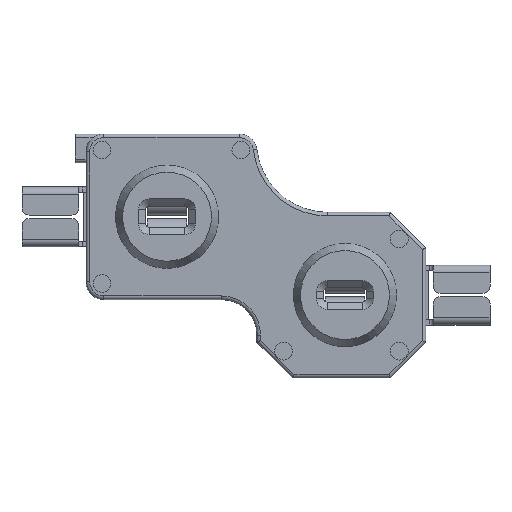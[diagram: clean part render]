
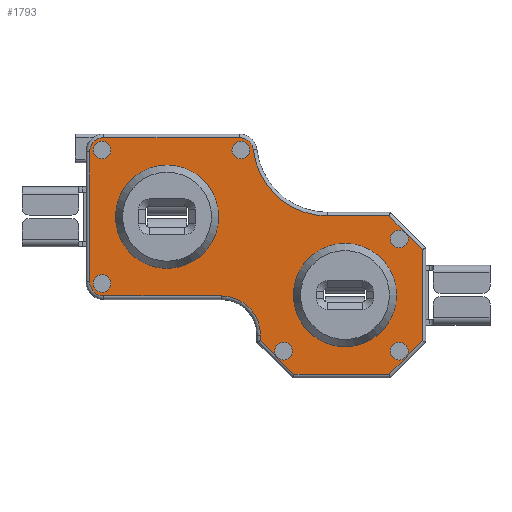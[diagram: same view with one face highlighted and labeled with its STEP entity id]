
A CAD part, top view. The second image highlights one B-rep face of the part: STEP entity #1793.
In plain terms, the highlighted planar face has unit normal (0, 0, 1).
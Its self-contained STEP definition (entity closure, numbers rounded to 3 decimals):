
#680 = VERTEX_POINT('',#681);
#681 = CARTESIAN_POINT('',(2.175,1.284,1.75));
#688 = EDGE_CURVE('',#689,#680,#691,.T.);
#689 = VERTEX_POINT('',#690);
#690 = CARTESIAN_POINT('',(2.175,-1.284,1.75));
#691 = LINE('',#692,#693);
#692 = CARTESIAN_POINT('',(2.175,-1.325,1.75));
#693 = VECTOR('',#694,1.);
#694 = DIRECTION('',(0.,1.,0.));
#1774 = EDGE_CURVE('',#1775,#689,#1777,.T.);
#1775 = VERTEX_POINT('',#1776);
#1776 = CARTESIAN_POINT('',(1.234,-2.225,1.75));
#1777 = LINE('',#1778,#1779);
#1778 = CARTESIAN_POINT('',(1.204,-2.254,1.75));
#1779 = VECTOR('',#1780,1.);
#1780 = DIRECTION('',(0.707,0.707,0.));
#1793 = ADVANCED_FACE('',(#1794,#1905,#1916,#1927,#1938,#1949,#1960,
    #1971,#1982),#1993,.T.);
#1794 = FACE_BOUND('',#1795,.T.);
#1795 = EDGE_LOOP('',(#1796,#1797,#1805,#1813,#1822,#1831,#1839,#1848,
    #1856,#1865,#1873,#1882,#1890,#1898,#1904));
#1796 = ORIENTED_EDGE('',*,*,#688,.T.);
#1797 = ORIENTED_EDGE('',*,*,#1798,.T.);
#1798 = EDGE_CURVE('',#680,#1799,#1801,.T.);
#1799 = VERTEX_POINT('',#1800);
#1800 = CARTESIAN_POINT('',(1.234,2.225,1.75));
#1801 = LINE('',#1802,#1803);
#1802 = CARTESIAN_POINT('',(2.204,1.254,1.75));
#1803 = VECTOR('',#1804,1.);
#1804 = DIRECTION('',(-0.707,0.707,0.));
#1805 = ORIENTED_EDGE('',*,*,#1806,.T.);
#1806 = EDGE_CURVE('',#1799,#1807,#1809,.T.);
#1807 = VERTEX_POINT('',#1808);
#1808 = CARTESIAN_POINT('',(-0.489,2.225,1.75));
#1809 = LINE('',#1810,#1811);
#1810 = CARTESIAN_POINT('',(1.275,2.225,1.75));
#1811 = VECTOR('',#1812,1.);
#1812 = DIRECTION('',(-1.,0.,0.));
#1813 = ORIENTED_EDGE('',*,*,#1814,.T.);
#1814 = EDGE_CURVE('',#1807,#1815,#1817,.T.);
#1815 = VERTEX_POINT('',#1816);
#1816 = CARTESIAN_POINT('',(-2.574,4.073,1.75));
#1817 = CIRCLE('',#1818,2.1);
#1818 = AXIS2_PLACEMENT_3D('',#1819,#1820,#1821);
#1819 = CARTESIAN_POINT('',(-0.489,4.325,1.75));
#1820 = DIRECTION('',(-0.,0.,-1.));
#1821 = DIRECTION('',(0.,-1.,0.));
#1822 = ORIENTED_EDGE('',*,*,#1823,.T.);
#1823 = EDGE_CURVE('',#1815,#1824,#1826,.T.);
#1824 = VERTEX_POINT('',#1825);
#1825 = CARTESIAN_POINT('',(-2.971,4.425,1.75));
#1826 = CIRCLE('',#1827,0.4);
#1827 = AXIS2_PLACEMENT_3D('',#1828,#1829,#1830);
#1828 = CARTESIAN_POINT('',(-2.971,4.025,1.75));
#1829 = DIRECTION('',(0.,0.,1.));
#1830 = DIRECTION('',(0.993,0.12,-0.));
#1831 = ORIENTED_EDGE('',*,*,#1832,.T.);
#1832 = EDGE_CURVE('',#1824,#1833,#1835,.T.);
#1833 = VERTEX_POINT('',#1834);
#1834 = CARTESIAN_POINT('',(-6.775,4.425,1.75));
#1835 = LINE('',#1836,#1837);
#1836 = CARTESIAN_POINT('',(-2.971,4.425,1.75));
#1837 = VECTOR('',#1838,1.);
#1838 = DIRECTION('',(-1.,0.,0.));
#1839 = ORIENTED_EDGE('',*,*,#1840,.T.);
#1840 = EDGE_CURVE('',#1833,#1841,#1843,.T.);
#1841 = VERTEX_POINT('',#1842);
#1842 = CARTESIAN_POINT('',(-7.175,4.025,1.75));
#1843 = CIRCLE('',#1844,0.4);
#1844 = AXIS2_PLACEMENT_3D('',#1845,#1846,#1847);
#1845 = CARTESIAN_POINT('',(-6.775,4.025,1.75));
#1846 = DIRECTION('',(0.,0.,1.));
#1847 = DIRECTION('',(0.,1.,-0.));
#1848 = ORIENTED_EDGE('',*,*,#1849,.T.);
#1849 = EDGE_CURVE('',#1841,#1850,#1852,.T.);
#1850 = VERTEX_POINT('',#1851);
#1851 = CARTESIAN_POINT('',(-7.175,0.375,1.75));
#1852 = LINE('',#1853,#1854);
#1853 = CARTESIAN_POINT('',(-7.175,4.025,1.75));
#1854 = VECTOR('',#1855,1.);
#1855 = DIRECTION('',(0.,-1.,0.));
#1856 = ORIENTED_EDGE('',*,*,#1857,.T.);
#1857 = EDGE_CURVE('',#1850,#1858,#1860,.T.);
#1858 = VERTEX_POINT('',#1859);
#1859 = CARTESIAN_POINT('',(-6.775,-0.025,1.75));
#1860 = CIRCLE('',#1861,0.4);
#1861 = AXIS2_PLACEMENT_3D('',#1862,#1863,#1864);
#1862 = CARTESIAN_POINT('',(-6.775,0.375,1.75));
#1863 = DIRECTION('',(0.,0.,1.));
#1864 = DIRECTION('',(-1.,0.,0.));
#1865 = ORIENTED_EDGE('',*,*,#1866,.T.);
#1866 = EDGE_CURVE('',#1858,#1867,#1869,.T.);
#1867 = VERTEX_POINT('',#1868);
#1868 = CARTESIAN_POINT('',(-3.475,-0.025,1.75));
#1869 = LINE('',#1870,#1871);
#1870 = CARTESIAN_POINT('',(-6.775,-0.025,1.75));
#1871 = VECTOR('',#1872,1.);
#1872 = DIRECTION('',(1.,0.,0.));
#1873 = ORIENTED_EDGE('',*,*,#1874,.T.);
#1874 = EDGE_CURVE('',#1867,#1875,#1877,.T.);
#1875 = VERTEX_POINT('',#1876);
#1876 = CARTESIAN_POINT('',(-2.375,-1.125,1.75));
#1877 = CIRCLE('',#1878,1.1);
#1878 = AXIS2_PLACEMENT_3D('',#1879,#1880,#1881);
#1879 = CARTESIAN_POINT('',(-3.475,-1.125,1.75));
#1880 = DIRECTION('',(0.,0.,-1.));
#1881 = DIRECTION('',(0.,1.,0.));
#1882 = ORIENTED_EDGE('',*,*,#1883,.T.);
#1883 = EDGE_CURVE('',#1875,#1884,#1886,.T.);
#1884 = VERTEX_POINT('',#1885);
#1885 = CARTESIAN_POINT('',(-2.375,-1.284,1.75));
#1886 = LINE('',#1887,#1888);
#1887 = CARTESIAN_POINT('',(-2.375,-1.125,1.75));
#1888 = VECTOR('',#1889,1.);
#1889 = DIRECTION('',(0.,-1.,0.));
#1890 = ORIENTED_EDGE('',*,*,#1891,.T.);
#1891 = EDGE_CURVE('',#1884,#1892,#1894,.T.);
#1892 = VERTEX_POINT('',#1893);
#1893 = CARTESIAN_POINT('',(-1.434,-2.225,1.75));
#1894 = LINE('',#1895,#1896);
#1895 = CARTESIAN_POINT('',(-2.404,-1.254,1.75));
#1896 = VECTOR('',#1897,1.);
#1897 = DIRECTION('',(0.707,-0.707,0.));
#1898 = ORIENTED_EDGE('',*,*,#1899,.T.);
#1899 = EDGE_CURVE('',#1892,#1775,#1900,.T.);
#1900 = LINE('',#1901,#1902);
#1901 = CARTESIAN_POINT('',(-1.475,-2.225,1.75));
#1902 = VECTOR('',#1903,1.);
#1903 = DIRECTION('',(1.,0.,0.));
#1904 = ORIENTED_EDGE('',*,*,#1774,.T.);
#1905 = FACE_BOUND('',#1906,.T.);
#1906 = EDGE_LOOP('',(#1907));
#1907 = ORIENTED_EDGE('',*,*,#1908,.F.);
#1908 = EDGE_CURVE('',#1909,#1909,#1911,.T.);
#1909 = VERTEX_POINT('',#1910);
#1910 = CARTESIAN_POINT('',(-6.575,0.325,1.75));
#1911 = CIRCLE('',#1912,0.25);
#1912 = AXIS2_PLACEMENT_3D('',#1913,#1914,#1915);
#1913 = CARTESIAN_POINT('',(-6.825,0.325,1.75));
#1914 = DIRECTION('',(0.,0.,1.));
#1915 = DIRECTION('',(1.,0.,-0.));
#1916 = FACE_BOUND('',#1917,.T.);
#1917 = EDGE_LOOP('',(#1918));
#1918 = ORIENTED_EDGE('',*,*,#1919,.F.);
#1919 = EDGE_CURVE('',#1920,#1920,#1922,.T.);
#1920 = VERTEX_POINT('',#1921);
#1921 = CARTESIAN_POINT('',(-1.475,-1.575,1.75));
#1922 = CIRCLE('',#1923,0.25);
#1923 = AXIS2_PLACEMENT_3D('',#1924,#1925,#1926);
#1924 = CARTESIAN_POINT('',(-1.725,-1.575,1.75));
#1925 = DIRECTION('',(0.,0.,1.));
#1926 = DIRECTION('',(1.,0.,-0.));
#1927 = FACE_BOUND('',#1928,.T.);
#1928 = EDGE_LOOP('',(#1929));
#1929 = ORIENTED_EDGE('',*,*,#1930,.F.);
#1930 = EDGE_CURVE('',#1931,#1931,#1933,.T.);
#1931 = VERTEX_POINT('',#1932);
#1932 = CARTESIAN_POINT('',(1.775,-1.575,1.75));
#1933 = CIRCLE('',#1934,0.25);
#1934 = AXIS2_PLACEMENT_3D('',#1935,#1936,#1937);
#1935 = CARTESIAN_POINT('',(1.525,-1.575,1.75));
#1936 = DIRECTION('',(0.,0.,1.));
#1937 = DIRECTION('',(1.,0.,-0.));
#1938 = FACE_BOUND('',#1939,.T.);
#1939 = EDGE_LOOP('',(#1940));
#1940 = ORIENTED_EDGE('',*,*,#1941,.F.);
#1941 = EDGE_CURVE('',#1942,#1942,#1944,.T.);
#1942 = VERTEX_POINT('',#1943);
#1943 = CARTESIAN_POINT('',(1.45,0.,1.75));
#1944 = CIRCLE('',#1945,1.45);
#1945 = AXIS2_PLACEMENT_3D('',#1946,#1947,#1948);
#1946 = CARTESIAN_POINT('',(0.,0.,1.75));
#1947 = DIRECTION('',(0.,0.,1.));
#1948 = DIRECTION('',(1.,0.,-0.));
#1949 = FACE_BOUND('',#1950,.T.);
#1950 = EDGE_LOOP('',(#1951));
#1951 = ORIENTED_EDGE('',*,*,#1952,.F.);
#1952 = EDGE_CURVE('',#1953,#1953,#1955,.T.);
#1953 = VERTEX_POINT('',#1954);
#1954 = CARTESIAN_POINT('',(-3.55,2.2,1.75));
#1955 = CIRCLE('',#1956,1.45);
#1956 = AXIS2_PLACEMENT_3D('',#1957,#1958,#1959);
#1957 = CARTESIAN_POINT('',(-5.,2.2,1.75));
#1958 = DIRECTION('',(0.,0.,1.));
#1959 = DIRECTION('',(1.,0.,-0.));
#1960 = FACE_BOUND('',#1961,.T.);
#1961 = EDGE_LOOP('',(#1962));
#1962 = ORIENTED_EDGE('',*,*,#1963,.F.);
#1963 = EDGE_CURVE('',#1964,#1964,#1966,.T.);
#1964 = VERTEX_POINT('',#1965);
#1965 = CARTESIAN_POINT('',(-6.575,4.075,1.75));
#1966 = CIRCLE('',#1967,0.25);
#1967 = AXIS2_PLACEMENT_3D('',#1968,#1969,#1970);
#1968 = CARTESIAN_POINT('',(-6.825,4.075,1.75));
#1969 = DIRECTION('',(0.,0.,1.));
#1970 = DIRECTION('',(1.,0.,-0.));
#1971 = FACE_BOUND('',#1972,.T.);
#1972 = EDGE_LOOP('',(#1973));
#1973 = ORIENTED_EDGE('',*,*,#1974,.F.);
#1974 = EDGE_CURVE('',#1975,#1975,#1977,.T.);
#1975 = VERTEX_POINT('',#1976);
#1976 = CARTESIAN_POINT('',(-2.675,4.075,1.75));
#1977 = CIRCLE('',#1978,0.25);
#1978 = AXIS2_PLACEMENT_3D('',#1979,#1980,#1981);
#1979 = CARTESIAN_POINT('',(-2.925,4.075,1.75));
#1980 = DIRECTION('',(0.,0.,1.));
#1981 = DIRECTION('',(1.,0.,-0.));
#1982 = FACE_BOUND('',#1983,.T.);
#1983 = EDGE_LOOP('',(#1984));
#1984 = ORIENTED_EDGE('',*,*,#1985,.F.);
#1985 = EDGE_CURVE('',#1986,#1986,#1988,.T.);
#1986 = VERTEX_POINT('',#1987);
#1987 = CARTESIAN_POINT('',(1.775,1.575,1.75));
#1988 = CIRCLE('',#1989,0.25);
#1989 = AXIS2_PLACEMENT_3D('',#1990,#1991,#1992);
#1990 = CARTESIAN_POINT('',(1.525,1.575,1.75));
#1991 = DIRECTION('',(0.,0.,1.));
#1992 = DIRECTION('',(1.,0.,-0.));
#1993 = PLANE('',#1994);
#1994 = AXIS2_PLACEMENT_3D('',#1995,#1996,#1997);
#1995 = CARTESIAN_POINT('',(-2.789,1.223,1.75));
#1996 = DIRECTION('',(0.,0.,1.));
#1997 = DIRECTION('',(1.,0.,-0.));
